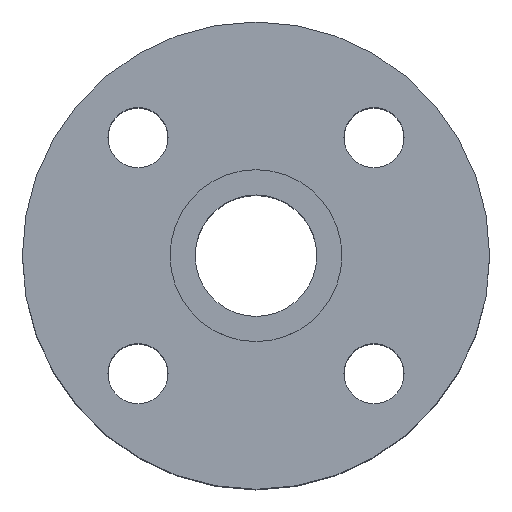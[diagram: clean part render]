
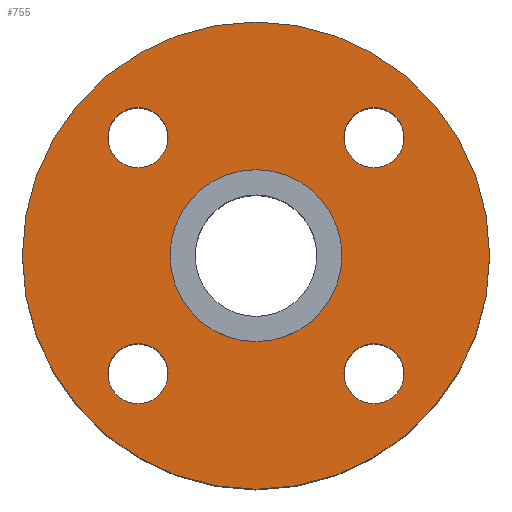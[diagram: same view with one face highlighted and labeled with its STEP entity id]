
A CAD part, top view. The second image highlights one B-rep face of the part: STEP entity #755.
In plain terms, the highlighted planar face has unit normal (0, 0, 1).
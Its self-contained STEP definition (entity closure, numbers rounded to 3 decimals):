
#306 = VERTEX_POINT ( 'NONE', #13040 ) ;
#434 = CIRCLE ( 'NONE', #19502, 9. ) ;
#755 = ADVANCED_FACE ( 'NONE', ( #16496, #7380, #26023, #12160, #969, #16652 ), #23495, .F. ) ;
#969 = FACE_BOUND ( 'NONE', #18159, .T. ) ;
#1027 = EDGE_LOOP ( 'NONE', ( #23698, #1486 ) ) ;
#1175 = CARTESIAN_POINT ( 'NONE',  ( 35.355, -35.355, -0.4 ) ) ;
#1203 = VERTEX_POINT ( 'NONE', #6130 ) ;
#1486 = ORIENTED_EDGE ( 'NONE', *, *, #2141, .F. ) ;
#1761 = CARTESIAN_POINT ( 'NONE',  ( 25.75, 0., -0.4 ) ) ;
#2012 = EDGE_CURVE ( 'NONE', #4020, #5386, #6607, .T. ) ;
#2103 = EDGE_CURVE ( 'NONE', #20248, #16198, #15689, .T. ) ;
#2141 = EDGE_CURVE ( 'NONE', #23089, #2260, #434, .T. ) ;
#2260 = VERTEX_POINT ( 'NONE', #23075 ) ;
#2545 = CARTESIAN_POINT ( 'NONE',  ( 26.355, 35.355, -0.4 ) ) ;
#2561 = VERTEX_POINT ( 'NONE', #18879 ) ;
#2757 = AXIS2_PLACEMENT_3D ( 'NONE', #3368, #28001, #7403 ) ;
#2845 = CARTESIAN_POINT ( 'NONE',  ( -70., 0., -0.4 ) ) ;
#3368 = CARTESIAN_POINT ( 'NONE',  ( 35.355, 35.355, -0.4 ) ) ;
#3672 = AXIS2_PLACEMENT_3D ( 'NONE', #9369, #7136, #23251 ) ;
#3792 = ORIENTED_EDGE ( 'NONE', *, *, #16200, .F. ) ;
#4020 = VERTEX_POINT ( 'NONE', #2845 ) ;
#4573 = DIRECTION ( 'NONE',  ( 0., 0., 1. ) ) ;
#4584 = CIRCLE ( 'NONE', #8404, 9. ) ;
#4890 = ORIENTED_EDGE ( 'NONE', *, *, #10822, .F. ) ;
#5046 = VERTEX_POINT ( 'NONE', #26645 ) ;
#5386 = VERTEX_POINT ( 'NONE', #22275 ) ;
#5576 = DIRECTION ( 'NONE',  ( -1., 0., 0. ) ) ;
#5660 = EDGE_CURVE ( 'NONE', #1203, #16226, #4584, .T. ) ;
#5991 = CIRCLE ( 'NONE', #6952, 9. ) ;
#6130 = CARTESIAN_POINT ( 'NONE',  ( -44.355, -35.355, -0.4 ) ) ;
#6607 = CIRCLE ( 'NONE', #10433, 70. ) ;
#6952 = AXIS2_PLACEMENT_3D ( 'NONE', #11602, #12059, #20863 ) ;
#7136 = DIRECTION ( 'NONE',  ( 0., 0., 1. ) ) ;
#7211 = CIRCLE ( 'NONE', #27226, 70. ) ;
#7371 = DIRECTION ( 'NONE',  ( 0., 0., 1. ) ) ;
#7380 = FACE_BOUND ( 'NONE', #25839, .T. ) ;
#7403 = DIRECTION ( 'NONE',  ( 1., 0., 0. ) ) ;
#7492 = CIRCLE ( 'NONE', #23194, 9. ) ;
#7753 = CARTESIAN_POINT ( 'NONE',  ( 35.355, 35.355, -0.4 ) ) ;
#8404 = AXIS2_PLACEMENT_3D ( 'NONE', #28306, #19511, #12936 ) ;
#8433 = EDGE_CURVE ( 'NONE', #306, #2561, #7492, .T. ) ;
#8441 = CIRCLE ( 'NONE', #3672, 9. ) ;
#9053 = CARTESIAN_POINT ( 'NONE',  ( 0., 0., -0.4 ) ) ;
#9232 = CARTESIAN_POINT ( 'NONE',  ( 0., 0., -0.4 ) ) ;
#9254 = DIRECTION ( 'NONE',  ( 0., 0., 1. ) ) ;
#9369 = CARTESIAN_POINT ( 'NONE',  ( 35.355, -35.355, -0.4 ) ) ;
#9437 = AXIS2_PLACEMENT_3D ( 'NONE', #21245, #7371, #23782 ) ;
#9499 = ORIENTED_EDGE ( 'NONE', *, *, #2103, .F. ) ;
#10126 = DIRECTION ( 'NONE',  ( 0., -1., 0. ) ) ;
#10433 = AXIS2_PLACEMENT_3D ( 'NONE', #9232, #27152, #27442 ) ;
#10557 = CARTESIAN_POINT ( 'NONE',  ( 0., 0., -0.4 ) ) ;
#10621 = EDGE_CURVE ( 'NONE', #2260, #23089, #24203, .T. ) ;
#10822 = EDGE_CURVE ( 'NONE', #2561, #306, #15172, .T. ) ;
#11602 = CARTESIAN_POINT ( 'NONE',  ( -35.355, -35.355, -0.4 ) ) ;
#11704 = CARTESIAN_POINT ( 'NONE',  ( 0., 25.75, -0.4 ) ) ;
#12059 = DIRECTION ( 'NONE',  ( 0., 0., 1. ) ) ;
#12160 = FACE_BOUND ( 'NONE', #1027, .T. ) ;
#12663 = DIRECTION ( 'NONE',  ( 0., 0., 1. ) ) ;
#12936 = DIRECTION ( 'NONE',  ( -1., 0., 0. ) ) ;
#13040 = CARTESIAN_POINT ( 'NONE',  ( -44.355, 35.355, -0.4 ) ) ;
#13662 = CIRCLE ( 'NONE', #26502, 25.75 ) ;
#13859 = CARTESIAN_POINT ( 'NONE',  ( 44.355, -35.355, -0.4 ) ) ;
#14491 = DIRECTION ( 'NONE',  ( 1., 0., 0. ) ) ;
#15172 = CIRCLE ( 'NONE', #9437, 9. ) ;
#15201 = VERTEX_POINT ( 'NONE', #1761 ) ;
#15208 = DIRECTION ( 'NONE',  ( 1., 0., 0. ) ) ;
#15689 = CIRCLE ( 'NONE', #27576, 9. ) ;
#15818 = EDGE_LOOP ( 'NONE', ( #23523, #9499 ) ) ;
#16198 = VERTEX_POINT ( 'NONE', #13859 ) ;
#16200 = EDGE_CURVE ( 'NONE', #16226, #1203, #5991, .T. ) ;
#16226 = VERTEX_POINT ( 'NONE', #24119 ) ;
#16239 = DIRECTION ( 'NONE',  ( 1., 0., 0. ) ) ;
#16496 = FACE_BOUND ( 'NONE', #15818, .T. ) ;
#16652 = FACE_OUTER_BOUND ( 'NONE', #24981, .T. ) ;
#16794 = AXIS2_PLACEMENT_3D ( 'NONE', #10557, #12663, #15208 ) ;
#16948 = EDGE_CURVE ( 'NONE', #5046, #15201, #13662, .T. ) ;
#17299 = CARTESIAN_POINT ( 'NONE',  ( 26.355, -35.355, -0.4 ) ) ;
#17721 = CIRCLE ( 'NONE', #16794, 25.75 ) ;
#18013 = ORIENTED_EDGE ( 'NONE', *, *, #27790, .F. ) ;
#18047 = CARTESIAN_POINT ( 'NONE',  ( 0., 0., -0.4 ) ) ;
#18159 = EDGE_LOOP ( 'NONE', ( #18013, #18313 ) ) ;
#18313 = ORIENTED_EDGE ( 'NONE', *, *, #16948, .F. ) ;
#18591 = DIRECTION ( 'NONE',  ( 0., 0., -1. ) ) ;
#18879 = CARTESIAN_POINT ( 'NONE',  ( -26.355, 35.355, -0.4 ) ) ;
#19277 = EDGE_CURVE ( 'NONE', #16198, #20248, #8441, .T. ) ;
#19502 = AXIS2_PLACEMENT_3D ( 'NONE', #7753, #21037, #14491 ) ;
#19511 = DIRECTION ( 'NONE',  ( 0., 0., 1. ) ) ;
#20248 = VERTEX_POINT ( 'NONE', #17299 ) ;
#20863 = DIRECTION ( 'NONE',  ( -1., 0., 0. ) ) ;
#21037 = DIRECTION ( 'NONE',  ( 0., 0., 1. ) ) ;
#21245 = CARTESIAN_POINT ( 'NONE',  ( -35.355, 35.355, -0.4 ) ) ;
#21620 = ORIENTED_EDGE ( 'NONE', *, *, #5660, .F. ) ;
#22214 = ORIENTED_EDGE ( 'NONE', *, *, #8433, .F. ) ;
#22275 = CARTESIAN_POINT ( 'NONE',  ( 70., 0., -0.4 ) ) ;
#22499 = DIRECTION ( 'NONE',  ( 1., 0., 0. ) ) ;
#22984 = DIRECTION ( 'NONE',  ( 0., 1., 0. ) ) ;
#23066 = ORIENTED_EDGE ( 'NONE', *, *, #2012, .T. ) ;
#23075 = CARTESIAN_POINT ( 'NONE',  ( 44.355, 35.355, -0.4 ) ) ;
#23089 = VERTEX_POINT ( 'NONE', #2545 ) ;
#23194 = AXIS2_PLACEMENT_3D ( 'NONE', #25685, #9254, #22984 ) ;
#23251 = DIRECTION ( 'NONE',  ( 0., -1., 0. ) ) ;
#23495 = PLANE ( 'NONE',  #29008 ) ;
#23523 = ORIENTED_EDGE ( 'NONE', *, *, #19277, .F. ) ;
#23698 = ORIENTED_EDGE ( 'NONE', *, *, #10621, .F. ) ;
#23782 = DIRECTION ( 'NONE',  ( 0., 1., 0. ) ) ;
#23835 = EDGE_LOOP ( 'NONE', ( #4890, #22214 ) ) ;
#24119 = CARTESIAN_POINT ( 'NONE',  ( -26.355, -35.355, -0.4 ) ) ;
#24203 = CIRCLE ( 'NONE', #2757, 9. ) ;
#24981 = EDGE_LOOP ( 'NONE', ( #29190, #23066 ) ) ;
#25685 = CARTESIAN_POINT ( 'NONE',  ( -35.355, 35.355, -0.4 ) ) ;
#25839 = EDGE_LOOP ( 'NONE', ( #3792, #21620 ) ) ;
#26023 = FACE_BOUND ( 'NONE', #23835, .T. ) ;
#26240 = DIRECTION ( 'NONE',  ( 0., 0., 1. ) ) ;
#26502 = AXIS2_PLACEMENT_3D ( 'NONE', #18047, #27131, #22499 ) ;
#26645 = CARTESIAN_POINT ( 'NONE',  ( -25.75, 0., -0.4 ) ) ;
#26930 = EDGE_CURVE ( 'NONE', #5386, #4020, #7211, .T. ) ;
#27131 = DIRECTION ( 'NONE',  ( 0., 0., 1. ) ) ;
#27152 = DIRECTION ( 'NONE',  ( 0., 0., 1. ) ) ;
#27226 = AXIS2_PLACEMENT_3D ( 'NONE', #9053, #4573, #16239 ) ;
#27442 = DIRECTION ( 'NONE',  ( 1., 0., 0. ) ) ;
#27576 = AXIS2_PLACEMENT_3D ( 'NONE', #1175, #26240, #10126 ) ;
#27790 = EDGE_CURVE ( 'NONE', #15201, #5046, #17721, .T. ) ;
#28001 = DIRECTION ( 'NONE',  ( 0., 0., 1. ) ) ;
#28306 = CARTESIAN_POINT ( 'NONE',  ( -35.355, -35.355, -0.4 ) ) ;
#29008 = AXIS2_PLACEMENT_3D ( 'NONE', #11704, #18591, #5576 ) ;
#29190 = ORIENTED_EDGE ( 'NONE', *, *, #26930, .T. ) ;
